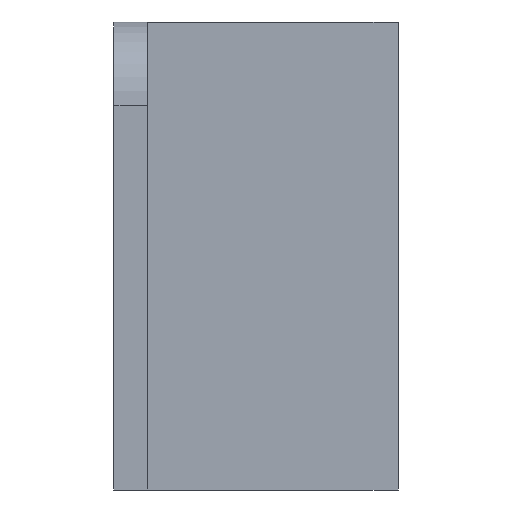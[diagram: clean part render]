
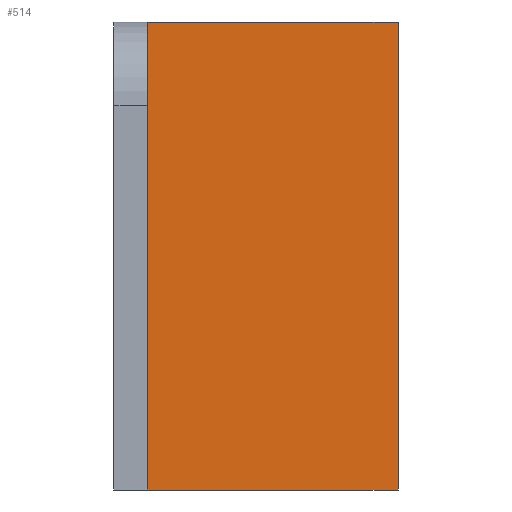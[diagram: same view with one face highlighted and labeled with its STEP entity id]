
A CAD part, left-side view. The second image highlights one B-rep face of the part: STEP entity #514.
In plain terms, the highlighted planar face has unit normal (-1, 0, 0).
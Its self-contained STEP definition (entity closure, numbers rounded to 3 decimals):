
#31 = CARTESIAN_POINT ( 'NONE',  ( -7., -6., 28. ) ) ;
#74 = VERTEX_POINT ( 'NONE', #31 ) ;
#76 = LINE ( 'NONE', #229, #550 ) ;
#147 = CARTESIAN_POINT ( 'NONE',  ( -7., 9., 28. ) ) ;
#166 = ORIENTED_EDGE ( 'NONE', *, *, #474, .T. ) ;
#212 = CARTESIAN_POINT ( 'NONE',  ( -7., 9., 28. ) ) ;
#229 = CARTESIAN_POINT ( 'NONE',  ( -7., 9., 28. ) ) ;
#274 = ORIENTED_EDGE ( 'NONE', *, *, #824, .F. ) ;
#275 = AXIS2_PLACEMENT_3D ( 'NONE', #147, #464, #376 ) ;
#290 = DIRECTION ( 'NONE',  ( 0., 0., -1. ) ) ;
#368 = VECTOR ( 'NONE', #395, 1000. ) ;
#373 = EDGE_CURVE ( 'NONE', #870, #74, #642, .T. ) ;
#376 = DIRECTION ( 'NONE',  ( 0., 1., 0. ) ) ;
#390 = CARTESIAN_POINT ( 'NONE',  ( -7., 9., 0. ) ) ;
#395 = DIRECTION ( 'NONE',  ( 0., -1., 0. ) ) ;
#464 = DIRECTION ( 'NONE',  ( 1., 0., 0. ) ) ;
#472 = VERTEX_POINT ( 'NONE', #718 ) ;
#474 = EDGE_CURVE ( 'NONE', #870, #629, #76, .T. ) ;
#514 = ADVANCED_FACE ( 'NONE', ( #559 ), #781, .F. ) ;
#522 = CARTESIAN_POINT ( 'NONE',  ( -7., -6., 43.232 ) ) ;
#539 = EDGE_CURVE ( 'NONE', #629, #472, #820, .T. ) ;
#550 = VECTOR ( 'NONE', #290, 1000. ) ;
#559 = FACE_OUTER_BOUND ( 'NONE', #697, .T. ) ;
#561 = VECTOR ( 'NONE', #833, 1000. ) ;
#569 = DIRECTION ( 'NONE',  ( 0., -1., 0. ) ) ;
#593 = CARTESIAN_POINT ( 'NONE',  ( -7., 9., 28. ) ) ;
#629 = VERTEX_POINT ( 'NONE', #390 ) ;
#642 = LINE ( 'NONE', #212, #680 ) ;
#669 = LINE ( 'NONE', #522, #561 ) ;
#680 = VECTOR ( 'NONE', #569, 1000. ) ;
#697 = EDGE_LOOP ( 'NONE', ( #828, #274, #875, #166 ) ) ;
#718 = CARTESIAN_POINT ( 'NONE',  ( -7., -6., 0. ) ) ;
#781 = PLANE ( 'NONE',  #275 ) ;
#820 = LINE ( 'NONE', #826, #368 ) ;
#824 = EDGE_CURVE ( 'NONE', #74, #472, #669, .T. ) ;
#826 = CARTESIAN_POINT ( 'NONE',  ( -7., 9., 0. ) ) ;
#828 = ORIENTED_EDGE ( 'NONE', *, *, #539, .T. ) ;
#833 = DIRECTION ( 'NONE',  ( 0., 0., -1. ) ) ;
#870 = VERTEX_POINT ( 'NONE', #593 ) ;
#875 = ORIENTED_EDGE ( 'NONE', *, *, #373, .F. ) ;
